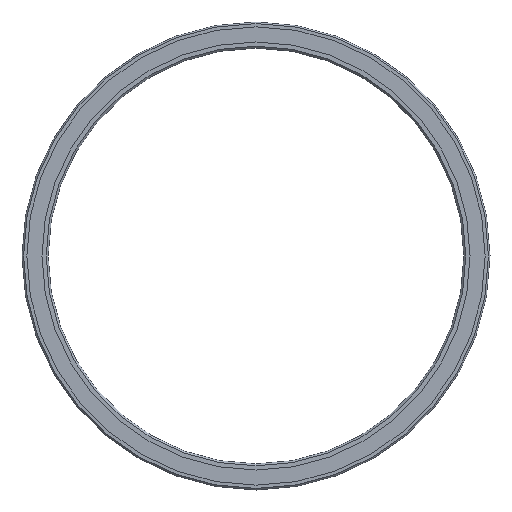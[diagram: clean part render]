
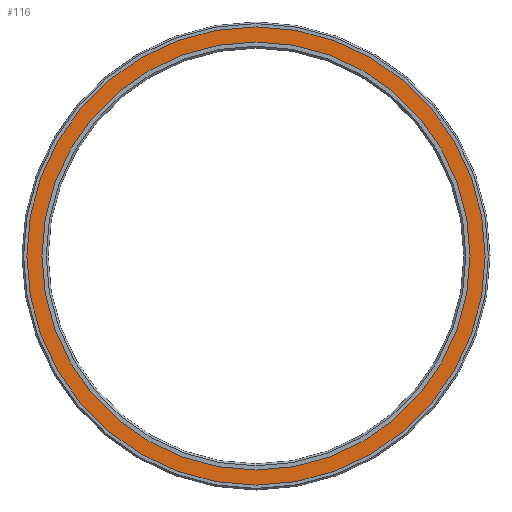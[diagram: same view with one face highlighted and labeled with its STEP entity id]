
A CAD part, front view. The second image highlights one B-rep face of the part: STEP entity #116.
In plain terms, the highlighted planar face has unit normal (0, -1, 0).
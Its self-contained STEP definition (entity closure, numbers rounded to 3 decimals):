
#7 = DIRECTION ( 'NONE',  ( 0., -1., 0. ) ) ;
#19 = ORIENTED_EDGE ( 'NONE', *, *, #23, .T. ) ;
#23 = EDGE_CURVE ( 'NONE', #286, #286, #351, .T. ) ;
#25 = EDGE_CURVE ( 'NONE', #139, #139, #321, .T. ) ;
#46 = CARTESIAN_POINT ( 'NONE',  ( 0., -10., 117.5 ) ) ;
#72 = DIRECTION ( 'NONE',  ( 0., 0., -1. ) ) ;
#75 = AXIS2_PLACEMENT_3D ( 'NONE', #117, #325, #305 ) ;
#87 = CARTESIAN_POINT ( 'NONE',  ( 0., -10., 0. ) ) ;
#97 = CARTESIAN_POINT ( 'NONE',  ( 0., -10., -109.75 ) ) ;
#116 = ADVANCED_FACE ( 'NONE', ( #314, #301 ), #133, .T. ) ;
#117 = CARTESIAN_POINT ( 'NONE',  ( 0., -10., 0. ) ) ;
#133 = PLANE ( 'NONE',  #175 ) ;
#139 = VERTEX_POINT ( 'NONE', #46 ) ;
#172 = DIRECTION ( 'NONE',  ( 0., 1., 0. ) ) ;
#175 = AXIS2_PLACEMENT_3D ( 'NONE', #295, #7, #72 ) ;
#206 = DIRECTION ( 'NONE',  ( 0., 0., 1. ) ) ;
#286 = VERTEX_POINT ( 'NONE', #97 ) ;
#295 = CARTESIAN_POINT ( 'NONE',  ( 117.5, -10., 0. ) ) ;
#301 = FACE_BOUND ( 'NONE', #334, .T. ) ;
#305 = DIRECTION ( 'NONE',  ( 0., 0., -1. ) ) ;
#306 = EDGE_LOOP ( 'NONE', ( #322 ) ) ;
#307 = AXIS2_PLACEMENT_3D ( 'NONE', #87, #172, #206 ) ;
#314 = FACE_OUTER_BOUND ( 'NONE', #306, .T. ) ;
#321 = CIRCLE ( 'NONE', #307, 117.5 ) ;
#322 = ORIENTED_EDGE ( 'NONE', *, *, #25, .F. ) ;
#325 = DIRECTION ( 'NONE',  ( 0., 1., 0. ) ) ;
#334 = EDGE_LOOP ( 'NONE', ( #19 ) ) ;
#351 = CIRCLE ( 'NONE', #75, 109.75 ) ;
